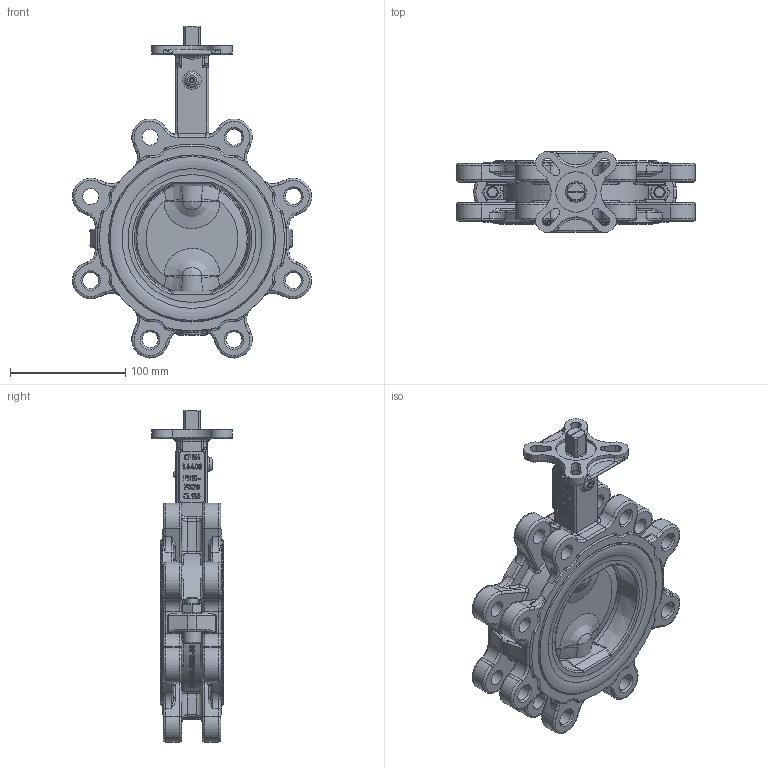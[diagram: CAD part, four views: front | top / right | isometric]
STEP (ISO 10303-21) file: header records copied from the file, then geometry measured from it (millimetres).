
FILE_DESCRIPTION(/* description */ (''),/* implementation_level */ '2;1');
FILE_NAME(/* name */ 'Z614-K DN100.stp',/* time_stamp */ '2017-05-29T10:22:52+02:00',/* author */ ('hellwig'),/* organization */ (''),/* preprocessor_version */ 'ST-DEVELOPER v16.5',/* originating_system */ 'Autodesk Inventor 2017',/* authorisation */ '');
FILE_SCHEMA (('AUTOMOTIVE_DESIGN { 1 0 10303 214 3 1 1 }'));
Length unit declared in the file: millimetre
Products named in the file (1): M36882
Bounding box: 207.51 x 70 x 288.25 mm (x, y, z)
Volume: 918912.9 mm3; surface area: 221933.9 mm2
Topology: 1 solids, 16 shells, 2797 faces, 7230 edges, 4548 vertices
Faces by surface type: bspline 1080, plane 893, cylinder 452, torus 288, cone 62, sphere 22
Full cylindrical faces by diameter (mm): 3 x4, 3.2 x2, 4.917 x1, 5.5 x1, 10 x4, 10.5 x2, 13.919 x16, 16 x2, 18 x6, 19 x2, 20 x6, 21 x1, 25 x1, 35.1 x1, 112.4 x2, 112.6 x2, 137 x2, 144 x2, 145 x2
Entity records: 115625 total; most frequent: CARTESIAN_POINT 51932, ORIENTED_EDGE 13984, DIRECTION 9977, EDGE_CURVE 6992, VERTEX_POINT 4497, AXIS2_PLACEMENT_3D 3443, EDGE_LOOP 3143, LINE 3091
